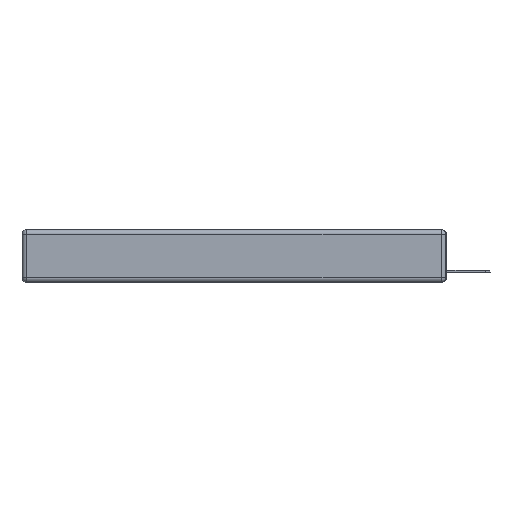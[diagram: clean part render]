
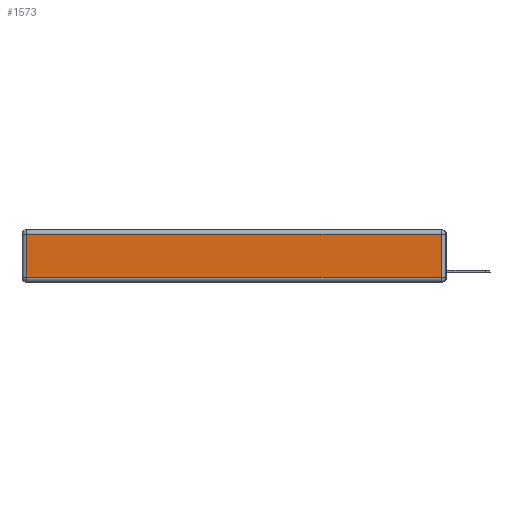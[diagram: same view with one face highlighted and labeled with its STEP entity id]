
A CAD part, left-side view. The second image highlights one B-rep face of the part: STEP entity #1573.
In plain terms, the highlighted planar face has unit normal (-1, 0, 0).
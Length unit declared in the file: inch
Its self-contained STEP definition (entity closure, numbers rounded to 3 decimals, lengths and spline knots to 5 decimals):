
#465 = VERTEX_POINT ( 'NONE', #5323 ) ;
#1026 = ORIENTED_EDGE ( 'NONE', *, *, #15181, .T. ) ;
#1573 = ADVANCED_FACE ( 'NONE', ( #2754 ), #12142, .T. ) ;
#1731 = LINE ( 'NONE', #5899, #8079 ) ;
#1828 = VERTEX_POINT ( 'NONE', #4227 ) ;
#2754 = FACE_OUTER_BOUND ( 'NONE', #13550, .T. ) ;
#3346 = EDGE_CURVE ( 'NONE', #5306, #465, #1731, .T. ) ;
#3451 = CARTESIAN_POINT ( 'NONE',  ( 0., 2.72, -0.343 ) ) ;
#3633 = VERTEX_POINT ( 'NONE', #11612 ) ;
#4086 = VECTOR ( 'NONE', #5071, 39.37008 ) ;
#4115 = CARTESIAN_POINT ( 'NONE',  ( 0., 0.03, -0.03 ) ) ;
#4178 = DIRECTION ( 'NONE',  ( 0., 0., 1. ) ) ;
#4227 = CARTESIAN_POINT ( 'NONE',  ( 0., 2.72, -0.313 ) ) ;
#4702 = DIRECTION ( 'NONE',  ( 0., 1., 0. ) ) ;
#4799 = LINE ( 'NONE', #3451, #15054 ) ;
#5071 = DIRECTION ( 'NONE',  ( 0., -1., 0. ) ) ;
#5306 = VERTEX_POINT ( 'NONE', #4115 ) ;
#5323 = CARTESIAN_POINT ( 'NONE',  ( 0., 2.72, -0.03 ) ) ;
#5899 = CARTESIAN_POINT ( 'NONE',  ( 0., 2.75, -0.03 ) ) ;
#6040 = CARTESIAN_POINT ( 'NONE',  ( 0., 0., -0.343 ) ) ;
#8079 = VECTOR ( 'NONE', #4702, 39.37008 ) ;
#10286 = AXIS2_PLACEMENT_3D ( 'NONE', #6040, #13398, #14685 ) ;
#10325 = ORIENTED_EDGE ( 'NONE', *, *, #12781, .T. ) ;
#10638 = VECTOR ( 'NONE', #4178, 39.37008 ) ;
#11612 = CARTESIAN_POINT ( 'NONE',  ( 0., 0.03, -0.313 ) ) ;
#11809 = LINE ( 'NONE', #15248, #10638 ) ;
#11925 = ORIENTED_EDGE ( 'NONE', *, *, #3346, .T. ) ;
#12100 = DIRECTION ( 'NONE',  ( 0., 0., -1. ) ) ;
#12142 = PLANE ( 'NONE',  #10286 ) ;
#12198 = LINE ( 'NONE', #14798, #4086 ) ;
#12781 = EDGE_CURVE ( 'NONE', #1828, #3633, #12198, .T. ) ;
#13175 = EDGE_CURVE ( 'NONE', #3633, #5306, #11809, .T. ) ;
#13398 = DIRECTION ( 'NONE',  ( -1., 0., 0. ) ) ;
#13550 = EDGE_LOOP ( 'NONE', ( #10325, #14466, #11925, #1026 ) ) ;
#14466 = ORIENTED_EDGE ( 'NONE', *, *, #13175, .T. ) ;
#14685 = DIRECTION ( 'NONE',  ( 0., 0., 1. ) ) ;
#14798 = CARTESIAN_POINT ( 'NONE',  ( 0., 0., -0.313 ) ) ;
#15054 = VECTOR ( 'NONE', #12100, 39.37008 ) ;
#15181 = EDGE_CURVE ( 'NONE', #465, #1828, #4799, .T. ) ;
#15248 = CARTESIAN_POINT ( 'NONE',  ( 0., 0.03, -0.343 ) ) ;
